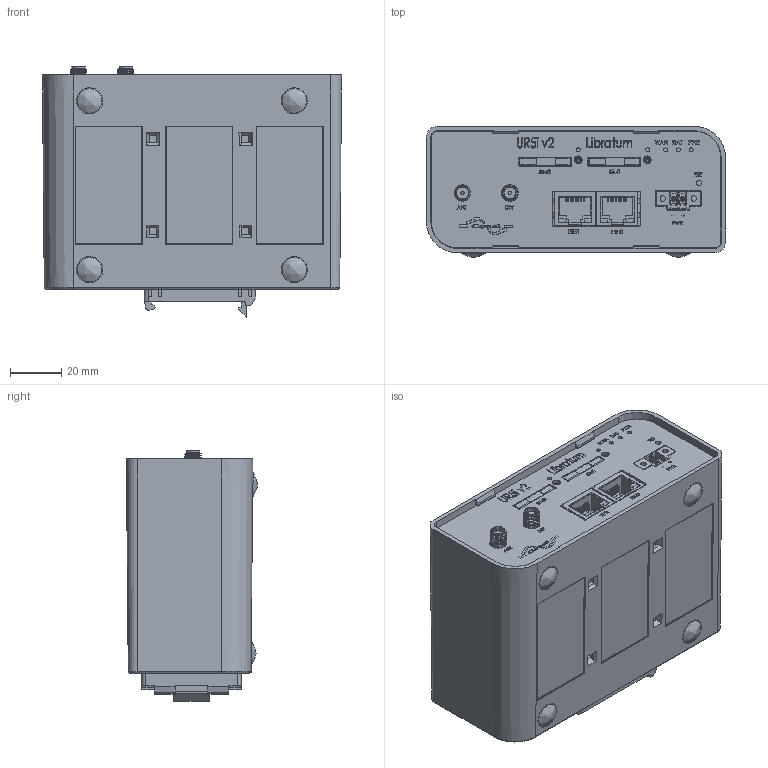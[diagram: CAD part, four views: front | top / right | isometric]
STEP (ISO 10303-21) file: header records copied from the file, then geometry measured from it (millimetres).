
FILE_DESCRIPTION (( 'STEP AP214' ), '1' );
FILE_NAME ('UR5i_v2_Libratum.STEP', '2019-02-06T12:16:36', ( '' ), ( '' ), 'SwSTEP 2.0', 'SolidWorks 2018', '' );
FILE_SCHEMA (( 'AUTOMOTIVE_DESIGN' ));
Length unit declared in the file: millimetre
Products named in the file (14): 691325110002; BB-CPD2-x_BB-CPD2-G; 441_CPC2_UR5i_v2_Libratum; RJ45_J3011G21DNL; SIM_912283001___ _________; 691325110002_04; CPK2 box; 691325110002_02; 691325110002_01; SMA-J-P-H-RA-TH1; SIM_holder; 691325110002_05; UR5i_v2_Libratum; 691325110002_03
Assembly tree (17 placements, depth 3):
  UR5i_v2_Libratum
    CPK2 box
    441_CPC2_UR5i_v2_Libratum
    RJ45_J3011G21DNL  x2
    691325110002
      691325110002_01
      691325110002_02
      691325110002_03
      691325110002_04
      691325110002_05
    SIM_holder  x2
    SIM_912283001___ _________  x2
    SMA-J-P-H-RA-TH1  x2
    BB-CPD2-x_BB-CPD2-G
Bounding box: 116.96 x 51.31 x 97.99 mm (x, y, z)
Volume: 26221.3 mm3; surface area: 97098.1 mm2
Topology: 17 solids, 20 shells, 5721 faces, 16173 edges, 10632 vertices
Faces by surface type: plane 4400, bspline 645, cylinder 566, cone 102, torus 8
Entity records: 343883 total; most frequent: CARTESIAN_POINT 201939, ORIENTED_EDGE 24152, DIRECTION 18858, EDGE_CURVE 12079, LINE 10084, VECTOR 10084, VERTEX_POINT 7977, EDGE_LOOP 4534
